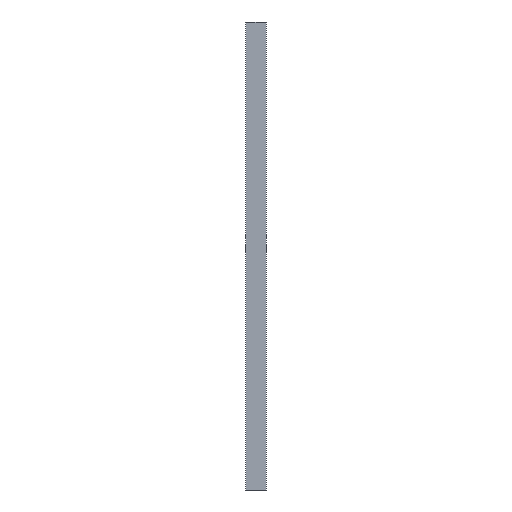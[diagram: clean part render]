
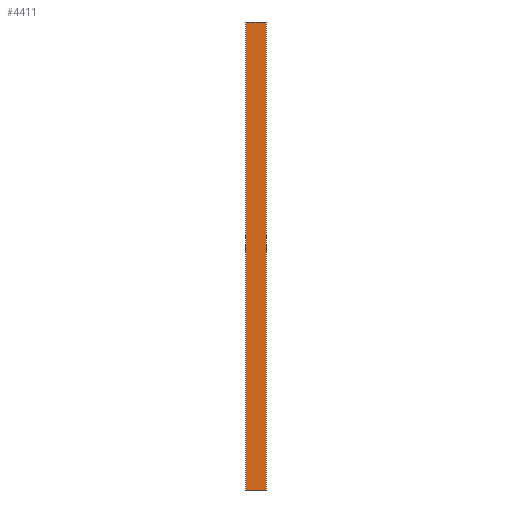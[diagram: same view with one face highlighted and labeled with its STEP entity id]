
A CAD part, left-side view. The second image highlights one B-rep face of the part: STEP entity #4411.
In plain terms, the highlighted planar face has unit normal (-1, 0, 0).
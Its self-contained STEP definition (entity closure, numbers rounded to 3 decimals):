
#58 = ORIENTED_EDGE ( 'NONE', *, *, #1026, .T. ) ;
#88 = VECTOR ( 'NONE', #5812, 1000. ) ;
#145 = ORIENTED_EDGE ( 'NONE', *, *, #3724, .T. ) ;
#413 = DIRECTION ( 'NONE',  ( 0., 0., -1. ) ) ;
#866 = CARTESIAN_POINT ( 'NONE',  ( 0., 10.75, 0. ) ) ;
#893 = LINE ( 'NONE', #866, #3854 ) ;
#1026 = EDGE_CURVE ( 'NONE', #1416, #3684, #5422, .T. ) ;
#1145 = CARTESIAN_POINT ( 'NONE',  ( 0., -10.75, 0. ) ) ;
#1214 = DIRECTION ( 'NONE',  ( 1., 0., 0. ) ) ;
#1271 = FACE_OUTER_BOUND ( 'NONE', #4828, .T. ) ;
#1303 = CARTESIAN_POINT ( 'NONE',  ( 0., -10.75, 500. ) ) ;
#1327 = CARTESIAN_POINT ( 'NONE',  ( 0., 0., 500. ) ) ;
#1416 = VERTEX_POINT ( 'NONE', #1145 ) ;
#1626 = EDGE_CURVE ( 'NONE', #5783, #1817, #893, .T. ) ;
#1660 = CARTESIAN_POINT ( 'NONE',  ( 0., 0., 0. ) ) ;
#1817 = VERTEX_POINT ( 'NONE', #2146 ) ;
#1837 = LINE ( 'NONE', #1327, #4085 ) ;
#2045 = VECTOR ( 'NONE', #4103, 1000. ) ;
#2146 = CARTESIAN_POINT ( 'NONE',  ( 0., 10.75, 0. ) ) ;
#2194 = DIRECTION ( 'NONE',  ( 0., -1., 0. ) ) ;
#2239 = ORIENTED_EDGE ( 'NONE', *, *, #5025, .F. ) ;
#2567 = CARTESIAN_POINT ( 'NONE',  ( 0., 0., 500. ) ) ;
#2648 = AXIS2_PLACEMENT_3D ( 'NONE', #2567, #1214, #4790 ) ;
#3684 = VERTEX_POINT ( 'NONE', #4906 ) ;
#3724 = EDGE_CURVE ( 'NONE', #1817, #1416, #4872, .T. ) ;
#3854 = VECTOR ( 'NONE', #413, 1000. ) ;
#4085 = VECTOR ( 'NONE', #2194, 1000. ) ;
#4103 = DIRECTION ( 'NONE',  ( 0., 0., 1. ) ) ;
#4411 = ADVANCED_FACE ( 'NONE', ( #1271 ), #5781, .F. ) ;
#4790 = DIRECTION ( 'NONE',  ( 0., 1., 0. ) ) ;
#4828 = EDGE_LOOP ( 'NONE', ( #145, #58, #2239, #5495 ) ) ;
#4872 = LINE ( 'NONE', #1660, #88 ) ;
#4906 = CARTESIAN_POINT ( 'NONE',  ( 0., -10.75, 500. ) ) ;
#4917 = CARTESIAN_POINT ( 'NONE',  ( 0., 10.75, 500. ) ) ;
#5025 = EDGE_CURVE ( 'NONE', #5783, #3684, #1837, .T. ) ;
#5422 = LINE ( 'NONE', #1303, #2045 ) ;
#5495 = ORIENTED_EDGE ( 'NONE', *, *, #1626, .T. ) ;
#5781 = PLANE ( 'NONE',  #2648 ) ;
#5783 = VERTEX_POINT ( 'NONE', #4917 ) ;
#5812 = DIRECTION ( 'NONE',  ( 0., -1., 0. ) ) ;
